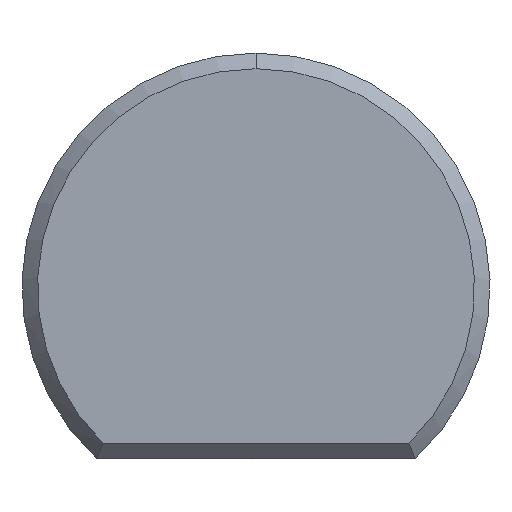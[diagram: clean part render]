
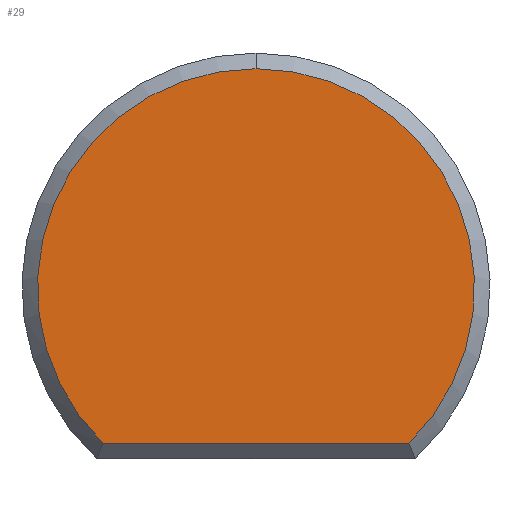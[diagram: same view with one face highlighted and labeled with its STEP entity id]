
A CAD part, front view. The second image highlights one B-rep face of the part: STEP entity #29.
In plain terms, the highlighted planar face has unit normal (0, -1, 0).
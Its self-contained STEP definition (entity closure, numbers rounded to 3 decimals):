
#6 = CARTESIAN_POINT ( 'NONE',  ( -1.96, 0., -2. ) ) ;
#15 = DIRECTION ( 'NONE',  ( 0., -1., 0. ) ) ;
#27 = CARTESIAN_POINT ( 'NONE',  ( 0., 0., -2. ) ) ;
#29 = ADVANCED_FACE ( 'NONE', ( #118 ), #99, .F. ) ;
#40 = CIRCLE ( 'NONE', #65, 2.8 ) ;
#46 = CARTESIAN_POINT ( 'NONE',  ( 0., 0., 0. ) ) ;
#65 = AXIS2_PLACEMENT_3D ( 'NONE', #120, #15, #219 ) ;
#66 = DIRECTION ( 'NONE',  ( 0., -1., 0. ) ) ;
#70 = EDGE_CURVE ( 'NONE', #229, #173, #40, .T. ) ;
#71 = ORIENTED_EDGE ( 'NONE', *, *, #193, .T. ) ;
#72 = LINE ( 'NONE', #27, #234 ) ;
#80 = AXIS2_PLACEMENT_3D ( 'NONE', #46, #66, #220 ) ;
#99 = PLANE ( 'NONE',  #252 ) ;
#118 = FACE_OUTER_BOUND ( 'NONE', #187, .T. ) ;
#120 = CARTESIAN_POINT ( 'NONE',  ( 0., 0., 0. ) ) ;
#131 = ORIENTED_EDGE ( 'NONE', *, *, #223, .T. ) ;
#143 = CIRCLE ( 'NONE', #80, 2.8 ) ;
#173 = VERTEX_POINT ( 'NONE', #6 ) ;
#176 = ORIENTED_EDGE ( 'NONE', *, *, #70, .T. ) ;
#187 = EDGE_LOOP ( 'NONE', ( #131, #176, #71 ) ) ;
#190 = VERTEX_POINT ( 'NONE', #202 ) ;
#193 = EDGE_CURVE ( 'NONE', #173, #190, #72, .T. ) ;
#197 = DIRECTION ( 'NONE',  ( 0., 0., 1. ) ) ;
#202 = CARTESIAN_POINT ( 'NONE',  ( 1.96, 0., -2. ) ) ;
#219 = DIRECTION ( 'NONE',  ( 0., 0., 1. ) ) ;
#220 = DIRECTION ( 'NONE',  ( 0., 0., 1. ) ) ;
#222 = DIRECTION ( 'NONE',  ( 1., 0., 0. ) ) ;
#223 = EDGE_CURVE ( 'NONE', #190, #229, #143, .T. ) ;
#229 = VERTEX_POINT ( 'NONE', #245 ) ;
#234 = VECTOR ( 'NONE', #222, 1000. ) ;
#235 = DIRECTION ( 'NONE',  ( 0., 1., 0. ) ) ;
#237 = CARTESIAN_POINT ( 'NONE',  ( 0., 0., 0. ) ) ;
#245 = CARTESIAN_POINT ( 'NONE',  ( 0., 0., 2.8 ) ) ;
#252 = AXIS2_PLACEMENT_3D ( 'NONE', #237, #235, #197 ) ;
